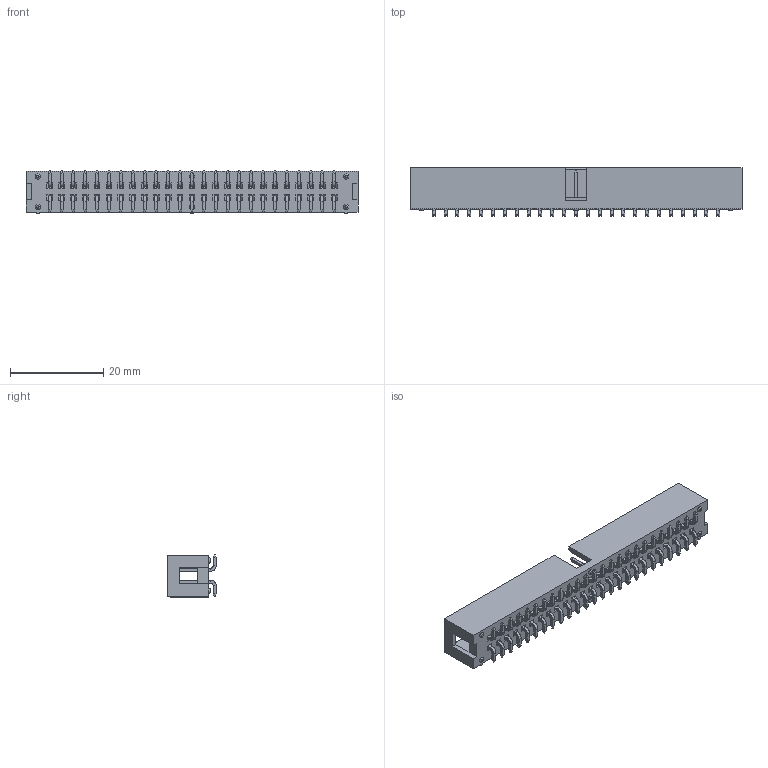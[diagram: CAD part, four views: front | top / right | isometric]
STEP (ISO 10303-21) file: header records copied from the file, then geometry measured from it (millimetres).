
FILE_DESCRIPTION(/* description */ (''),/* implementation_level */ '2;1');
FILE_NAME(/* name */ '1371-50-xx-Dummy.stp',/* time_stamp */ '2022-03-22T09:47:39+01:00',/* author */ ('Andreas.Larin'),/* organization */ (''),/* preprocessor_version */ 'ST-DEVELOPER v15.6',/* originating_system */ 'Autodesk Inventor 2015',/* authorisation */ '');
FILE_SCHEMA (('AUTOMOTIVE_DESIGN { 1 0 10303 214 3 1 1 }'));
Length unit declared in the file: centimetre
Products named in the file (1): 1371-50-xx-Dummy
Bounding box: 71.11 x 10.32 x 9.12 mm (x, y, z)
Volume: 2749.8 mm3; surface area: 4801.1 mm2
Topology: 1 solids, 1 shells, 1553 faces, 3347 edges, 1898 vertices
Faces by surface type: plane 1441, cylinder 106, bspline 6
Entity records: 40251 total; most frequent: CARTESIAN_POINT 6967, ORIENTED_EDGE 6694, DIRECTION 6669, EDGE_CURVE 3347, LINE 3109, VECTOR 3109, VERTEX_POINT 1898, AXIS2_PLACEMENT_3D 1780
